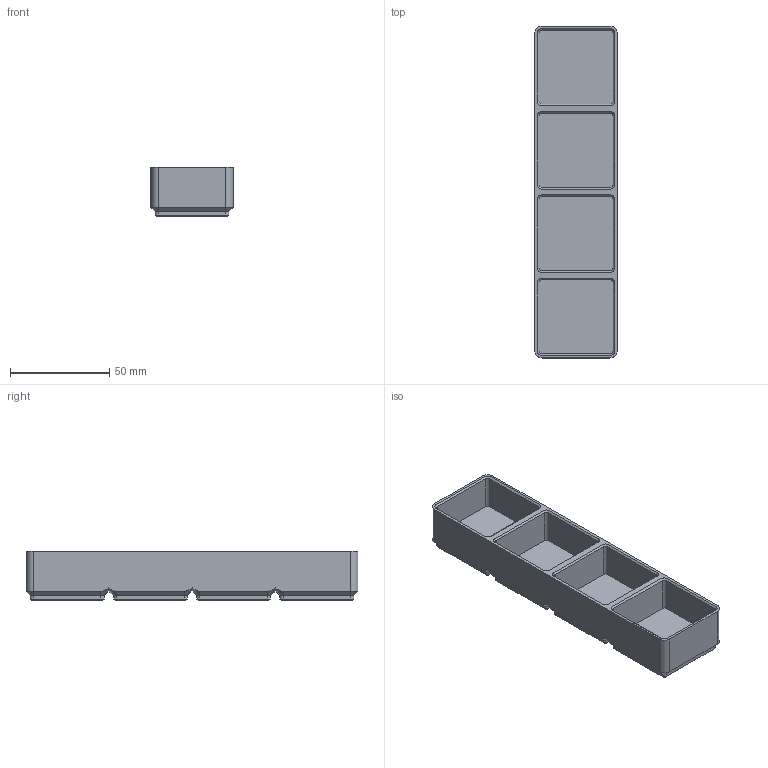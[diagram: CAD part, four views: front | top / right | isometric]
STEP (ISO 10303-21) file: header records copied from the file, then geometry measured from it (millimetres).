
FILE_DESCRIPTION(('Creo Elements/Direct Modeling STEP Export'),'2;1');
FILE_NAME('Gridfinity-1x4x25.stp','2022-11-05T11:44:52',(''),(''),'Creo Elements/Direct Modeling STEP processor for AP214 (Solid Model)','Creo Elements/Direct Modeling 20.3A 20-Jun-2020 (C) Parametric Technology GmbH','');
FILE_SCHEMA(('AUTOMOTIVE_DESIGN { 1 0 10303 214 1 1 1 1 }'));
Length unit declared in the file: millimetre
Products named in the file (2): 1x4x25
Assembly tree (1 placements, depth 2):
  1x4x25
    1x4x25
Bounding box: 41.5 x 167.5 x 25 mm (x, y, z)
Volume: 65095.2 mm3; surface area: 35515.3 mm2
Topology: 1 solids, 1 shells, 273 faces, 595 edges, 360 vertices
Faces by surface type: plane 125, cylinder 100, cone 48
Entity records: 8132 total; most frequent: CARTESIAN_POINT 2234, DIRECTION 1219, ORIENTED_EDGE 1190, EDGE_CURVE 595, AXIS2_PLACEMENT_3D 437, VERTEX_POINT 360, VECTOR 345, LINE 345
